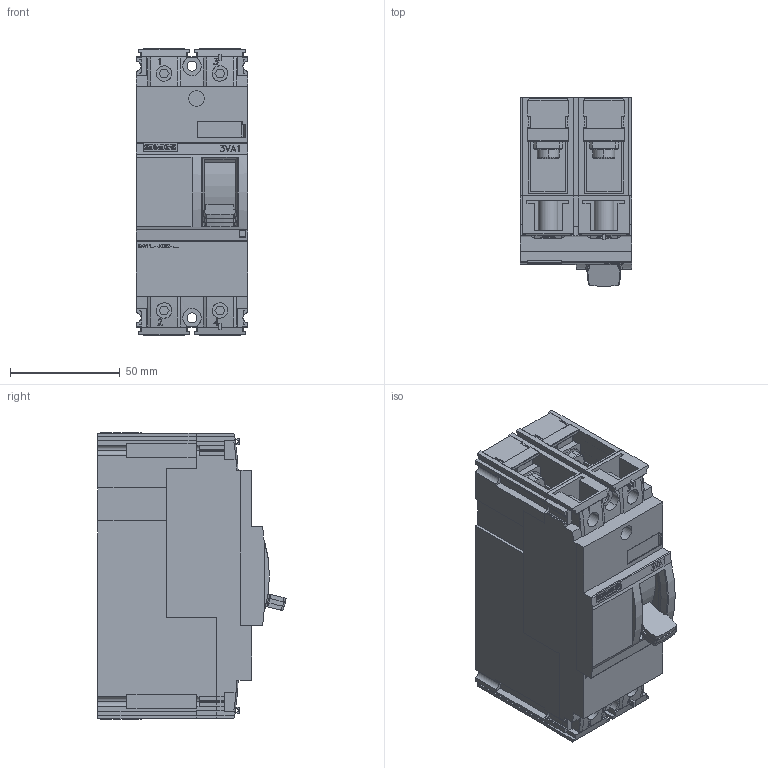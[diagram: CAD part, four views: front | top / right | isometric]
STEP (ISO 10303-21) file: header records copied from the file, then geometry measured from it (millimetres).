
FILE_DESCRIPTION(('no description'),'unknown implementation level');
FILE_NAME('3VA11xxxED22_0103025_100__3D_v.stp',' ',('SIEMENS A&D'),('CADClick - KiM GmbH - www.kimweb.de'),'unknown preprocess','ACIS','unknown authorization');
FILE_SCHEMA(('automotive_design'));
Length unit declared in the file: millimetre
Products named in the file (1): 1
Bounding box: 50.8 x 85.56 x 130.12 mm (x, y, z)
Volume: 405475.8 mm3; surface area: 72122.4 mm2
Topology: 1 solids, 5 shells, 1573 faces, 4546 edges, 3015 vertices
Faces by surface type: plane 1268, cylinder 267, torus 20, cone 18
Entity records: 102316 total; most frequent: CARTESIAN_POINT 9791, STYLED_ITEM 9127, PRESENTATION_STYLE_ASSIGNMENT 9127, COLOUR_RGB 9127, ORIENTED_EDGE 9076, DIRECTION 8369, EDGE_CURVE 4538, CURVE_STYLE 4538
